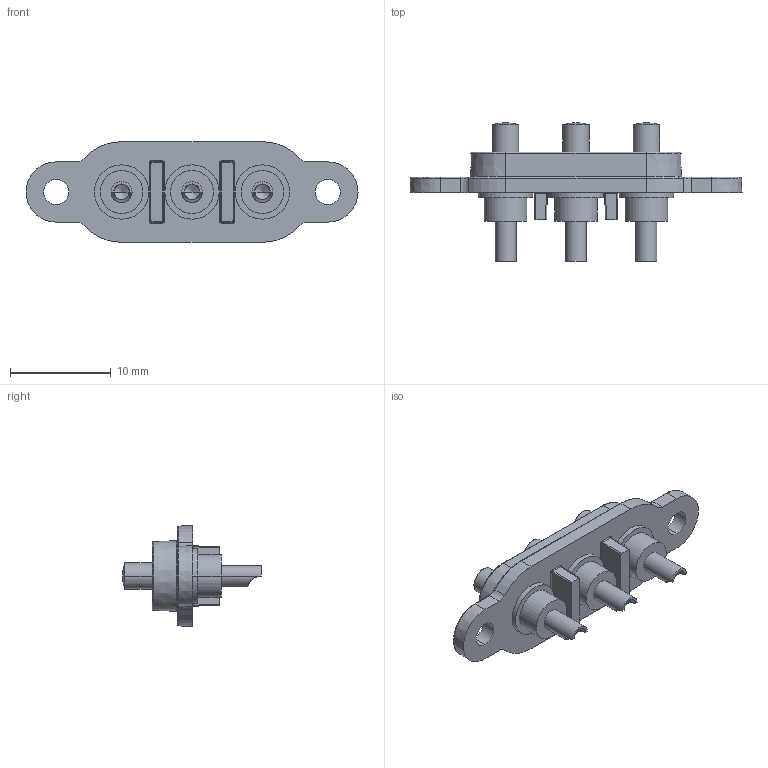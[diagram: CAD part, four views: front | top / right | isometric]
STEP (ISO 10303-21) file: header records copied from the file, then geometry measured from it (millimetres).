
FILE_DESCRIPTION (( 'STEP AP214' ), '1' );
FILE_NAME ('UEBK-30302.STEP', '2020-08-17T12:29:33', ( '' ), ( '' ), 'SwSTEP 2.0', 'SolidWorks 2020', '' );
FILE_SCHEMA (( 'AUTOMOTIVE_DESIGN' ));
Length unit declared in the file: millimetre
Products named in the file (3): UEBK-30302-Pin; UEBK-30302; UEBK-30302-Gehäuse
Assembly tree (4 placements, depth 2):
  UEBK-30302
    UEBK-30302-Pin  x3
    UEBK-30302-Gehäuse
Bounding box: 33 x 13.8 x 10 mm (x, y, z)
Volume: 953.8 mm3; surface area: 1449.5 mm2
Topology: 4 solids, 4 shells, 228 faces, 512 edges, 301 vertices
Faces by surface type: cylinder 87, bspline 54, cone 51, plane 36
Entity records: 6512 total; most frequent: CARTESIAN_POINT 1498, ORIENTED_EDGE 692, DIRECTION 680, EDGE_CURVE 346, AXIS2_PLACEMENT_3D 273, VERTEX_POINT 207, EDGE_LOOP 167, UNCERTAINTY_MEASURE_WITH_UNIT 157
